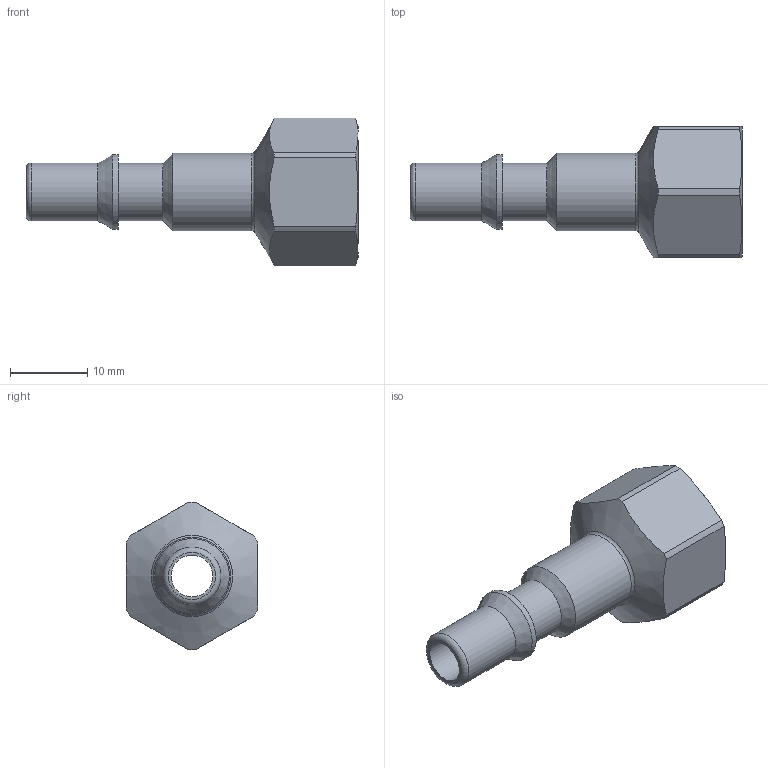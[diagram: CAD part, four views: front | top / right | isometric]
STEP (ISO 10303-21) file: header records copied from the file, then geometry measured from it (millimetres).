
FILE_DESCRIPTION((''),'2;1');
FILE_NAME('18sfiw13sxn.stp','2013-01-23T09:51:05',('IA176480'),(''),'Autodesk Inventor 2011','Autodesk Inventor 2011','');
FILE_SCHEMA(('AUTOMOTIVE_DESIGN { 1 0 10303 214 1 1 1 1 }'));
Length unit declared in the file: millimetre
Products named in the file (1): D105717
Bounding box: 43 x 17 x 19.15 mm (x, y, z)
Volume: 3100.1 mm3; surface area: 2795.4 mm2
Topology: 1 solids, 1 shells, 34 faces, 77 edges, 46 vertices
Faces by surface type: cylinder 12, cone 11, plane 9, torus 2
Full cylindrical faces by diameter (mm): 5.4 x1, 7.4 x1, 7.5 x1, 9.7 x1, 10 x1, 11.445 x1
Entity records: 884 total; most frequent: CARTESIAN_POINT 179, DIRECTION 148, ORIENTED_EDGE 126, AXIS2_PLACEMENT_3D 68, EDGE_CURVE 63, EDGE_LOOP 50, VERTEX_POINT 45, FACE_OUTER_BOUND 34
